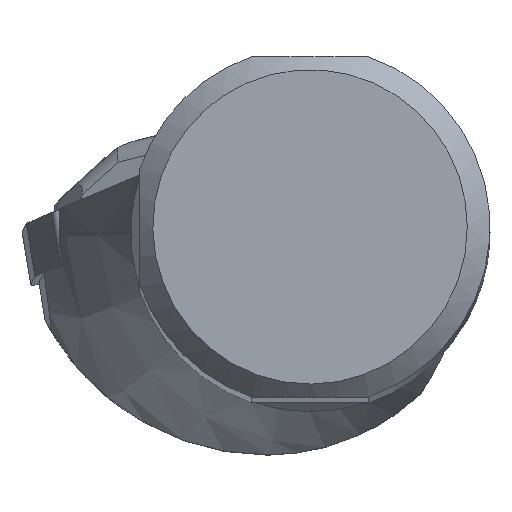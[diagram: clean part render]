
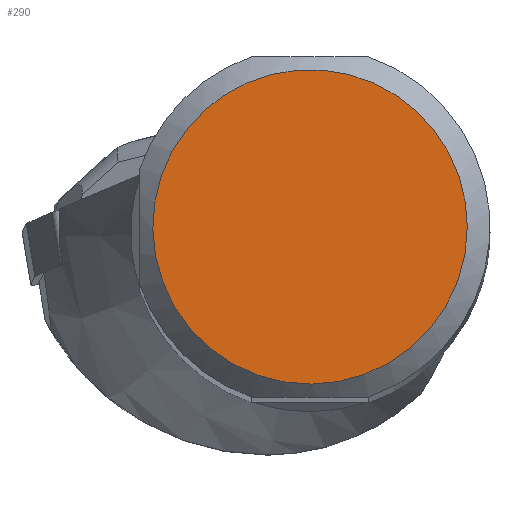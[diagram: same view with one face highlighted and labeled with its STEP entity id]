
A CAD part, top view. The second image highlights one B-rep face of the part: STEP entity #290.
In plain terms, the highlighted planar face has unit normal (0, 0, 1).
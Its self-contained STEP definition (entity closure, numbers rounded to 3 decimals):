
#205=FACE_OUTER_BOUND('',#441,.T.);
#290=ADVANCED_FACE('CU_SU_BP3',(#205),#354,.T.);
#354=PLANE('',#1862);
#441=EDGE_LOOP('',(#770));
#527=CIRCLE('',#1861,13.864);
#770=ORIENTED_EDGE('',*,*,#1316,.T.);
#1118=VERTEX_POINT('',#2857);
#1316=EDGE_CURVE('',#1118,#1118,#527,.T.);
#1861=AXIS2_PLACEMENT_3D('',#2856,#2221,#2222);
#1862=AXIS2_PLACEMENT_3D('',#2858,#2223,#2224);
#2221=DIRECTION('',(0.,0.,1.));
#2222=DIRECTION('',(1.,0.,0.));
#2223=DIRECTION('',(0.,0.,1.));
#2224=DIRECTION('',(1.,0.,0.));
#2856=CARTESIAN_POINT('',(0.,0.,0.));
#2857=CARTESIAN_POINT('',(13.864,0.,0.));
#2858=CARTESIAN_POINT('',(0.,0.,
0.));
